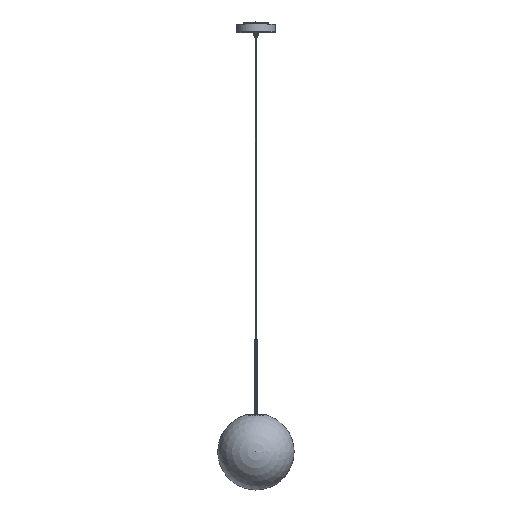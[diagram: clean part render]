
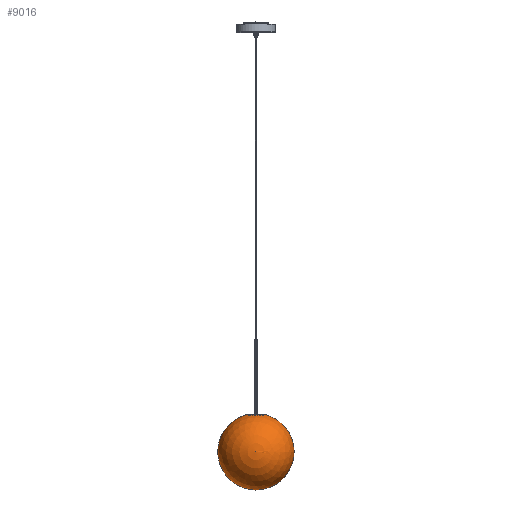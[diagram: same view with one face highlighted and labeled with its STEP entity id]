
A CAD part, top view. The second image highlights one B-rep face of the part: STEP entity #9016.
In plain terms, the highlighted spherical face has radius 152.4 mm.
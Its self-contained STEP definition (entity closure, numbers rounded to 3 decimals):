
#882 = DIRECTION ( 'NONE',  ( 0., 0., -1. ) ) ;
#1319 = AXIS2_PLACEMENT_3D ( 'NONE', #20528, #1704, #10094 ) ;
#1704 = DIRECTION ( 'NONE',  ( 0., 1., 0. ) ) ;
#3835 = CIRCLE ( 'NONE', #19197, 152.4 ) ;
#3908 = CIRCLE ( 'NONE', #7422, 40. ) ;
#4066 = ORIENTED_EDGE ( 'NONE', *, *, #9833, .F. ) ;
#5107 = VERTEX_POINT ( 'NONE', #23990 ) ;
#5552 = DIRECTION ( 'NONE',  ( 0., 1., 0. ) ) ;
#6339 = CARTESIAN_POINT ( 'NONE',  ( 0., 0., 0. ) ) ;
#6692 = DIRECTION ( 'NONE',  ( 0., 0., -1. ) ) ;
#7422 = AXIS2_PLACEMENT_3D ( 'NONE', #24363, #5552, #13956 ) ;
#7813 = EDGE_CURVE ( 'NONE', #8902, #5107, #3908, .T. ) ;
#8237 = VERTEX_POINT ( 'NONE', #11718 ) ;
#8902 = VERTEX_POINT ( 'NONE', #18539 ) ;
#9016 = ADVANCED_FACE ( 'NONE', ( #19204 ), #17159, .T. ) ;
#9279 = DIRECTION ( 'NONE',  ( -1., 0., 0. ) ) ;
#9833 = EDGE_CURVE ( 'NONE', #26975, #8237, #15422, .T. ) ;
#10094 = DIRECTION ( 'NONE',  ( 0., 0., -1. ) ) ;
#10141 = EDGE_CURVE ( 'NONE', #26975, #5107, #3835, .T. ) ;
#11718 = CARTESIAN_POINT ( 'NONE',  ( -40., 147.057, 0. ) ) ;
#12465 = EDGE_CURVE ( 'NONE', #8237, #8902, #13172, .T. ) ;
#13172 = CIRCLE ( 'NONE', #1319, 40. ) ;
#13956 = DIRECTION ( 'NONE',  ( 0., 0., -1. ) ) ;
#14747 = DIRECTION ( 'NONE',  ( 0., 0., 1. ) ) ;
#15092 = DIRECTION ( 'NONE',  ( 1., 0., 0. ) ) ;
#15397 = ORIENTED_EDGE ( 'NONE', *, *, #7813, .F. ) ;
#15422 = CIRCLE ( 'NONE', #18926, 152.4 ) ;
#15557 = EDGE_LOOP ( 'NONE', ( #4066, #15712, #15397, #22904 ) ) ;
#15712 = ORIENTED_EDGE ( 'NONE', *, *, #10141, .T. ) ;
#17159 = SPHERICAL_SURFACE ( 'NONE', #21066, 152.4 ) ;
#18539 = CARTESIAN_POINT ( 'NONE',  ( 0., 147.057, 40. ) ) ;
#18926 = AXIS2_PLACEMENT_3D ( 'NONE', #19706, #882, #9279 ) ;
#19197 = AXIS2_PLACEMENT_3D ( 'NONE', #6339, #14747, #23099 ) ;
#19204 = FACE_OUTER_BOUND ( 'NONE', #15557, .T. ) ;
#19706 = CARTESIAN_POINT ( 'NONE',  ( 0., 0., 0. ) ) ;
#20528 = CARTESIAN_POINT ( 'NONE',  ( 0., 147.057, 0. ) ) ;
#21066 = AXIS2_PLACEMENT_3D ( 'NONE', #25503, #6692, #15092 ) ;
#22904 = ORIENTED_EDGE ( 'NONE', *, *, #12465, .F. ) ;
#23099 = DIRECTION ( 'NONE',  ( 1., 0., 0. ) ) ;
#23101 = CARTESIAN_POINT ( 'NONE',  ( 0., -152.4, 0. ) ) ;
#23990 = CARTESIAN_POINT ( 'NONE',  ( 40., 147.057, 0. ) ) ;
#24363 = CARTESIAN_POINT ( 'NONE',  ( 0., 147.057, 0. ) ) ;
#25503 = CARTESIAN_POINT ( 'NONE',  ( 0., 0., 0. ) ) ;
#26975 = VERTEX_POINT ( 'NONE', #23101 ) ;
